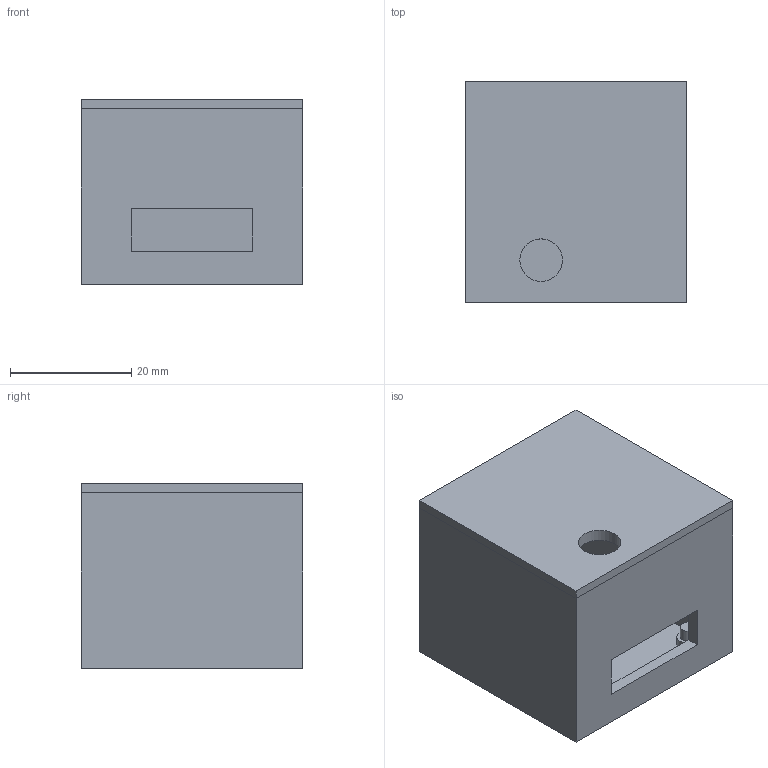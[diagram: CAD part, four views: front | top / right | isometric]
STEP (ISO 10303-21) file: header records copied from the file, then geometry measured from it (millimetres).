
FILE_DESCRIPTION(/* description */ (''),/* implementation_level */ '2;1');
FILE_NAME(/* name */ 'Single PWM Fan Controller.step',/* time_stamp */ '2020-09-16T17:48:35-07:00',/* author */ (''),/* organization */ (''),/* preprocessor_version */ 'ST-DEVELOPER v18.1',/* originating_system */ 'Autodesk Translation Framework v9.3.0.1241',/* authorisation */ '');
FILE_SCHEMA (('AUTOMOTIVE_DESIGN { 1 0 10303 214 3 1 1 }'));
Length unit declared in the file: millimetre
Products named in the file (2): Single PWM Fan Controller; Case
Assembly tree (1 placements, depth 2):
  Single PWM Fan Controller
    Case
Bounding box: 36.5 x 36.5 x 30.5 mm (x, y, z)
Volume: 11338.5 mm3; surface area: 13435.4 mm2
Topology: 2 solids, 2 shells, 48 faces, 99 edges, 66 vertices
Faces by surface type: plane 39, cylinder 9
Full cylindrical faces by diameter (mm): 2.5 x4, 3.5 x4, 7 x1
Entity records: 1321 total; most frequent: DIRECTION 219, CARTESIAN_POINT 216, ORIENTED_EDGE 198, EDGE_CURVE 99, LINE 81, VECTOR 81, AXIS2_PLACEMENT_3D 69, VERTEX_POINT 66
